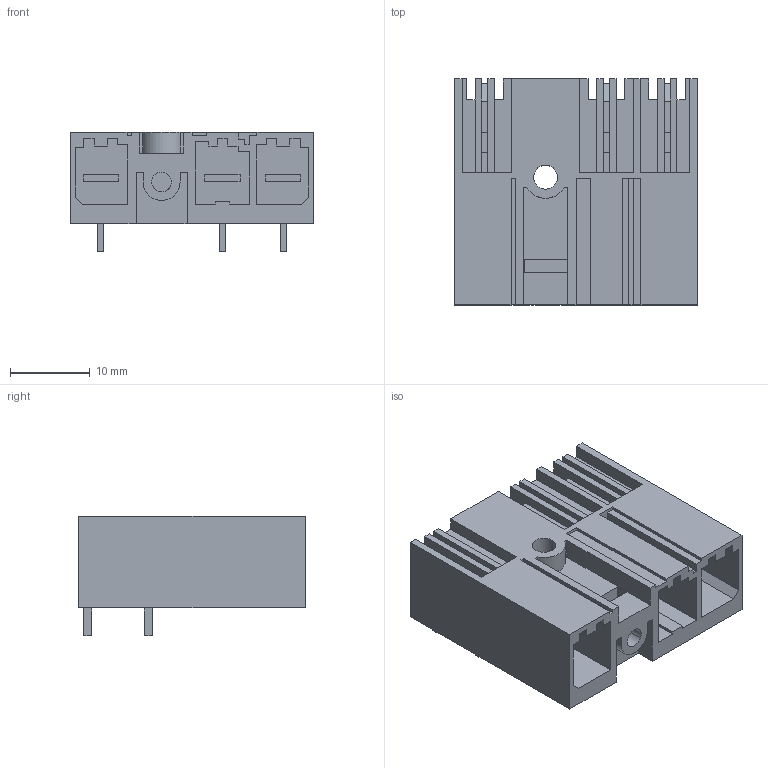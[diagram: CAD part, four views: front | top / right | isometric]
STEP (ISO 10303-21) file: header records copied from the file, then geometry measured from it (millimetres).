
FILE_DESCRIPTION(('CATIA V5 STEP Exchange','CAx-IF Rec.Pracs.--- Model Styling and Organization---1.4--- 2014-01-23'),'2;1');
FILE_NAME ('D1447716_1_1048490000_1048490000.stp','2021-04-30T14:04:19+00:00',('none'),('Weidmueller'),'CATIA Version 5-6 Release 2016 SP3 HF44','CATIA V5 STEP AP214','none');
FILE_SCHEMA(('AUTOMOTIVE_DESIGN { 1 0 10303 214 1 1 1 1 }'));
Length unit declared in the file: millimetre
Products named in the file (1): 1048490000
Bounding box: 30.48 x 28.3 x 14.9 mm (x, y, z)
Volume: 5620.8 mm3; surface area: 7311.3 mm2
Topology: 4 solids, 4 shells, 287 faces, 827 edges, 553 vertices
Faces by surface type: plane 268, cylinder 19
Entity records: 8953 total; most frequent: ORIENTED_EDGE 1654, CARTESIAN_POINT 1619, DIRECTION 1269, EDGE_CURVE 827, VECTOR 785, LINE 785, VERTEX_POINT 553, EDGE_LOOP 302
